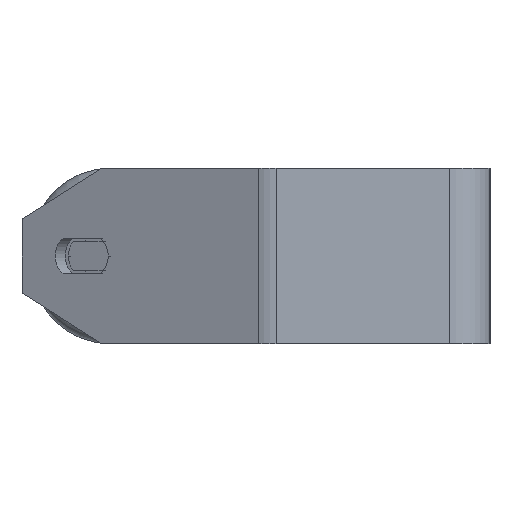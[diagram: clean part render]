
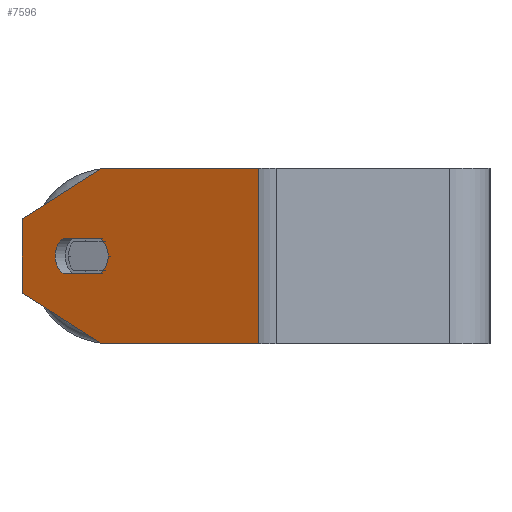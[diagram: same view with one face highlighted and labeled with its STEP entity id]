
A CAD part, left-side view. The second image highlights one B-rep face of the part: STEP entity #7596.
In plain terms, the highlighted planar face has unit normal (-0.906, 0.423, 0).
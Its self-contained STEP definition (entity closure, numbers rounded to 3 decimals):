
#126 = CARTESIAN_POINT ( 'NONE',  ( -223.42, 133.247, -6. ) ) ;
#140 = VECTOR ( 'NONE', #7560, 1000. ) ;
#255 = EDGE_CURVE ( 'NONE', #509, #8399, #1742, .T. ) ;
#287 = DIRECTION ( 'NONE',  ( -0.906, 0.423, 0. ) ) ;
#419 = AXIS2_PLACEMENT_3D ( 'NONE', #7588, #2996, #7629 ) ;
#444 = CARTESIAN_POINT ( 'NONE',  ( -223.42, 133.247, 6. ) ) ;
#509 = VERTEX_POINT ( 'NONE', #4760 ) ;
#821 = CARTESIAN_POINT ( 'NONE',  ( -219.405, 141.857, 0. ) ) ;
#883 = EDGE_LOOP ( 'NONE', ( #3943, #5552, #6680, #3060, #4823, #1722 ) ) ;
#1005 = CARTESIAN_POINT ( 'NONE',  ( -223.631, 132.794, -30. ) ) ;
#1134 = VERTEX_POINT ( 'NONE', #5590 ) ;
#1211 = EDGE_CURVE ( 'NONE', #1272, #3964, #6209, .T. ) ;
#1218 = DIRECTION ( 'NONE',  ( 0., 0., -1. ) ) ;
#1272 = VERTEX_POINT ( 'NONE', #6505 ) ;
#1284 = AXIS2_PLACEMENT_3D ( 'NONE', #8180, #1545, #3598 ) ;
#1545 = DIRECTION ( 'NONE',  ( 0.906, -0.423, 0. ) ) ;
#1612 = DIRECTION ( 'NONE',  ( -0.423, -0.906, 0. ) ) ;
#1722 = ORIENTED_EDGE ( 'NONE', *, *, #255, .T. ) ;
#1742 = LINE ( 'NONE', #8216, #2256 ) ;
#1862 = CARTESIAN_POINT ( 'NONE',  ( -248.688, 79.059, 30. ) ) ;
#2060 = CIRCLE ( 'NONE', #419, 7.5 ) ;
#2112 = DIRECTION ( 'NONE',  ( -0.906, 0.423, 0. ) ) ;
#2193 = VECTOR ( 'NONE', #6697, 1000. ) ;
#2256 = VECTOR ( 'NONE', #2947, 1000. ) ;
#2308 = FACE_OUTER_BOUND ( 'NONE', #883, .T. ) ;
#2449 = VECTOR ( 'NONE', #6432, 1000. ) ;
#2460 = DIRECTION ( 'NONE',  ( -0.423, -0.906, 0. ) ) ;
#2672 = EDGE_CURVE ( 'NONE', #4609, #1272, #3010, .T. ) ;
#2725 = EDGE_CURVE ( 'NONE', #6768, #6256, #5138, .T. ) ;
#2947 = DIRECTION ( 'NONE',  ( 0.366, 0.785, -0.5 ) ) ;
#2952 = FACE_BOUND ( 'NONE', #3510, .T. ) ;
#2996 = DIRECTION ( 'NONE',  ( -0.906, 0.423, 0. ) ) ;
#3010 = LINE ( 'NONE', #1005, #140 ) ;
#3060 = ORIENTED_EDGE ( 'NONE', *, *, #5704, .F. ) ;
#3101 = CARTESIAN_POINT ( 'NONE',  ( -248.688, 79.059, 30. ) ) ;
#3147 = EDGE_CURVE ( 'NONE', #4649, #7450, #7840, .T. ) ;
#3244 = CARTESIAN_POINT ( 'NONE',  ( -217.503, 145.936, -6. ) ) ;
#3261 = DIRECTION ( 'NONE',  ( -0.423, -0.906, 0. ) ) ;
#3357 = DIRECTION ( 'NONE',  ( 0.423, 0.906, 0. ) ) ;
#3452 = VECTOR ( 'NONE', #1218, 1000. ) ;
#3510 = EDGE_LOOP ( 'NONE', ( #6501, #7773, #4959, #7751, #6943 ) ) ;
#3598 = DIRECTION ( 'NONE',  ( 0.423, 0.906, 0. ) ) ;
#3690 = AXIS2_PLACEMENT_3D ( 'NONE', #7446, #287, #1612 ) ;
#3852 = EDGE_CURVE ( 'NONE', #6256, #1134, #5323, .T. ) ;
#3943 = ORIENTED_EDGE ( 'NONE', *, *, #4205, .T. ) ;
#3964 = VERTEX_POINT ( 'NONE', #5140 ) ;
#4141 = EDGE_CURVE ( 'NONE', #7450, #6768, #6158, .T. ) ;
#4205 = EDGE_CURVE ( 'NONE', #8399, #4609, #4664, .T. ) ;
#4238 = EDGE_CURVE ( 'NONE', #1134, #4649, #2060, .T. ) ;
#4396 = CARTESIAN_POINT ( 'NONE',  ( -210.953, 159.983, -30. ) ) ;
#4408 = CARTESIAN_POINT ( 'NONE',  ( -223.42, 133.247, 6. ) ) ;
#4609 = VERTEX_POINT ( 'NONE', #5410 ) ;
#4610 = CARTESIAN_POINT ( 'NONE',  ( -217.503, 145.936, 6. ) ) ;
#4649 = VERTEX_POINT ( 'NONE', #444 ) ;
#4664 = LINE ( 'NONE', #7300, #2193 ) ;
#4760 = CARTESIAN_POINT ( 'NONE',  ( -223.631, 132.794, 30. ) ) ;
#4823 = ORIENTED_EDGE ( 'NONE', *, *, #5703, .F. ) ;
#4959 = ORIENTED_EDGE ( 'NONE', *, *, #3147, .F. ) ;
#5096 = CARTESIAN_POINT ( 'NONE',  ( -210.953, 159.983, 12.679 ) ) ;
#5138 = LINE ( 'NONE', #6488, #8460 ) ;
#5140 = CARTESIAN_POINT ( 'NONE',  ( -248.688, 79.059, -30. ) ) ;
#5260 = VECTOR ( 'NONE', #6290, 1000. ) ;
#5323 = CIRCLE ( 'NONE', #3690, 7.5 ) ;
#5410 = CARTESIAN_POINT ( 'NONE',  ( -210.953, 159.983, -12.679 ) ) ;
#5552 = ORIENTED_EDGE ( 'NONE', *, *, #2672, .T. ) ;
#5590 = CARTESIAN_POINT ( 'NONE',  ( -224.688, 130.528, 0. ) ) ;
#5703 = EDGE_CURVE ( 'NONE', #509, #8353, #7052, .T. ) ;
#5704 = EDGE_CURVE ( 'NONE', #8353, #3964, #7005, .T. ) ;
#6126 = PLANE ( 'NONE',  #1284 ) ;
#6158 = CIRCLE ( 'NONE', #7121, 7.5 ) ;
#6187 = VECTOR ( 'NONE', #2460, 1000. ) ;
#6209 = LINE ( 'NONE', #4396, #5260 ) ;
#6256 = VERTEX_POINT ( 'NONE', #126 ) ;
#6290 = DIRECTION ( 'NONE',  ( -0.423, -0.906, 0. ) ) ;
#6432 = DIRECTION ( 'NONE',  ( 0.423, 0.906, 0. ) ) ;
#6488 = CARTESIAN_POINT ( 'NONE',  ( -223.42, 133.247, -6. ) ) ;
#6501 = ORIENTED_EDGE ( 'NONE', *, *, #2725, .F. ) ;
#6505 = CARTESIAN_POINT ( 'NONE',  ( -223.631, 132.794, -30. ) ) ;
#6680 = ORIENTED_EDGE ( 'NONE', *, *, #1211, .T. ) ;
#6697 = DIRECTION ( 'NONE',  ( 0., 0., -1. ) ) ;
#6768 = VERTEX_POINT ( 'NONE', #3244 ) ;
#6943 = ORIENTED_EDGE ( 'NONE', *, *, #3852, .F. ) ;
#7005 = LINE ( 'NONE', #1862, #3452 ) ;
#7052 = LINE ( 'NONE', #7603, #6187 ) ;
#7121 = AXIS2_PLACEMENT_3D ( 'NONE', #821, #2112, #3357 ) ;
#7300 = CARTESIAN_POINT ( 'NONE',  ( -210.953, 159.983, 30. ) ) ;
#7446 = CARTESIAN_POINT ( 'NONE',  ( -221.518, 137.326, 0. ) ) ;
#7450 = VERTEX_POINT ( 'NONE', #4610 ) ;
#7560 = DIRECTION ( 'NONE',  ( -0.366, -0.785, -0.5 ) ) ;
#7588 = CARTESIAN_POINT ( 'NONE',  ( -221.518, 137.326, 0. ) ) ;
#7596 = ADVANCED_FACE ( 'NONE', ( #2952, #2308 ), #6126, .F. ) ;
#7603 = CARTESIAN_POINT ( 'NONE',  ( -210.953, 159.983, 30. ) ) ;
#7629 = DIRECTION ( 'NONE',  ( -0.423, -0.906, 0. ) ) ;
#7751 = ORIENTED_EDGE ( 'NONE', *, *, #4238, .F. ) ;
#7773 = ORIENTED_EDGE ( 'NONE', *, *, #4141, .F. ) ;
#7840 = LINE ( 'NONE', #4408, #2449 ) ;
#8180 = CARTESIAN_POINT ( 'NONE',  ( -210.953, 159.983, 30. ) ) ;
#8216 = CARTESIAN_POINT ( 'NONE',  ( -210.953, 159.983, 12.679 ) ) ;
#8353 = VERTEX_POINT ( 'NONE', #3101 ) ;
#8399 = VERTEX_POINT ( 'NONE', #5096 ) ;
#8460 = VECTOR ( 'NONE', #3261, 1000. ) ;
